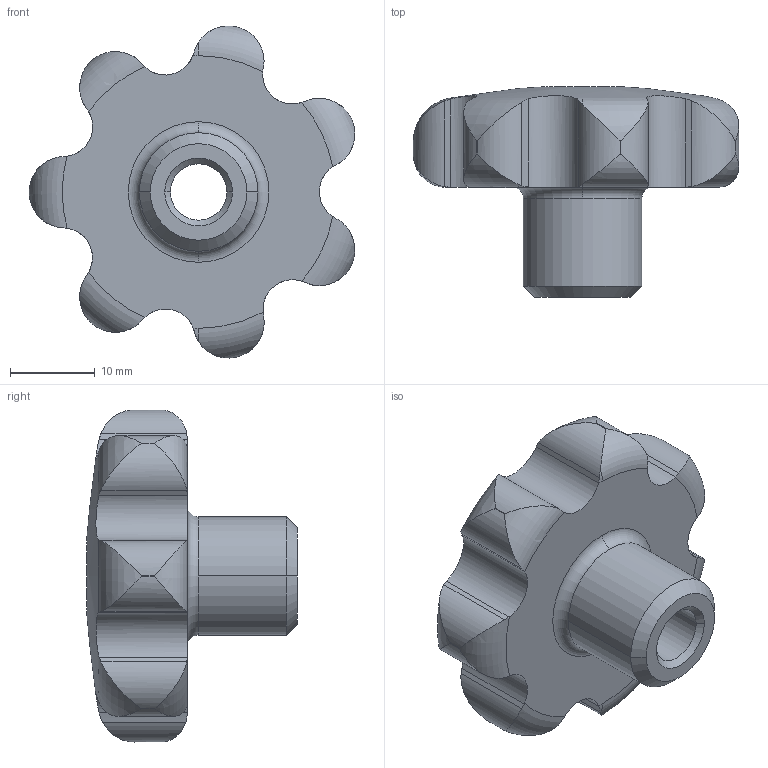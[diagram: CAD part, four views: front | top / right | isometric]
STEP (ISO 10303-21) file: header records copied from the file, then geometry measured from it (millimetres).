
FILE_DESCRIPTION( ( '' ), '1' );
FILE_NAME( 'K0150.440082.stp', '2012-11-01T11:43:53', ( '' ), ( '' ), ' ', ' ', ' ' );
FILE_SCHEMA( ( 'CONFIG_CONTROL_DESIGN' ) );
Length unit declared in the file: millimetre
Products named in the file (1): 1
Bounding box: 38.44 x 24.9 x 39.2 mm (x, y, z)
Volume: 11109.2 mm3; surface area: 4236.4 mm2
Topology: 1 solids, 1 shells, 76 faces, 213 edges, 141 vertices
Faces by surface type: cylinder 48, torus 20, cone 4, plane 3, sphere 1
Entity records: 3186 total; most frequent: CARTESIAN_POINT 1300, ORIENTED_EDGE 426, DIRECTION 338, EDGE_CURVE 213, AXIS2_PLACEMENT_3D 143, VERTEX_POINT 141, B_SPLINE_CURVE_WITH_KNOTS 95, EDGE_LOOP 80
